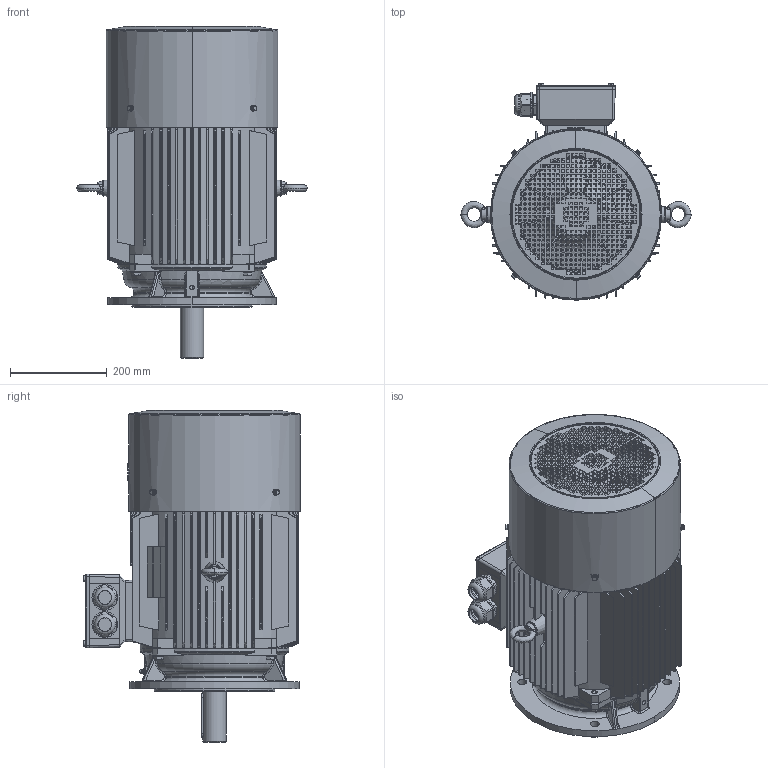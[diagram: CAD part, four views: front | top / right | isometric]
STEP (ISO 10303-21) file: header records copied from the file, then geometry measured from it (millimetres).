
FILE_DESCRIPTION(/* description */ (''),/* implementation_level */ '2;1');
FILE_NAME(/* name */ 'JM1-180M-B5.stp',/* time_stamp */ '2018-12-30T16:28:42+08:00',/* author */ (''),/* organization */ (''),/* preprocessor_version */ 'ST-DEVELOPER v16.7',/* originating_system */ 'SIEMENS PLM Software NX 12.0',/* authorisation */ '');
FILE_SCHEMA (('AP203_CONFIGURATION_CONTROLLED_3D_DESIGN_OF_MECHANICAL_PARTS_AND_ASSEMBLIES_MIM_LF { 1 0 10303 403 2 1 2}'));
Length unit declared in the file: millimetre
Products named in the file (1): JM1-180M-B5
Bounding box: 476.2 x 448.1 x 686.98 mm (x, y, z)
Volume: 10926761.6 mm3; surface area: 3460973.3 mm2
Topology: 76 solids, 77 shells, 5199 faces, 13745 edges, 8835 vertices
Faces by surface type: plane 2912, cylinder 1037, torus 436, bspline 414, cone 390, sphere 10
Full cylindrical faces by diameter (mm): 2 x2, 5.35 x4, 6 x12, 6.4 x8, 7.188 x10, 8 x10, 9.026 x8, 9.1 x10, 10 x10, 11.2 x8, 12 x8, 16 x1, 27.5 x2, 32.5 x4, 38.75 x12, 40 x4, 41.25 x12, 43.125 x2, 48 x1, 49 x1, 51 x1, 52 x1, 53.125 x2, 297 x1
Entity records: 188053 total; most frequent: CARTESIAN_POINT 62997, ORIENTED_EDGE 26540, DIRECTION 23713, EDGE_CURVE 13270, VERTEX_POINT 8687, AXIS2_PLACEMENT_3D 7925, LINE 7863, VECTOR 7863
